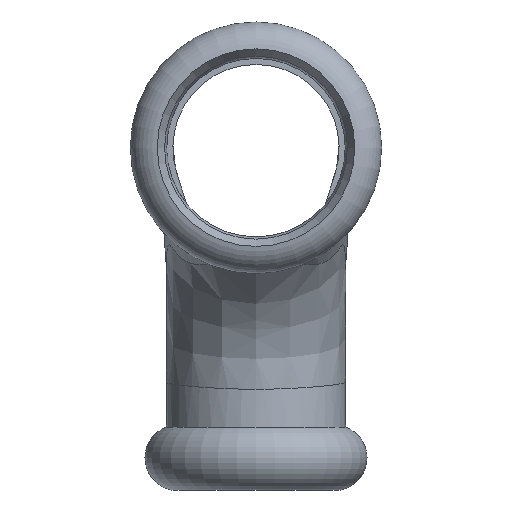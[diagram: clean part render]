
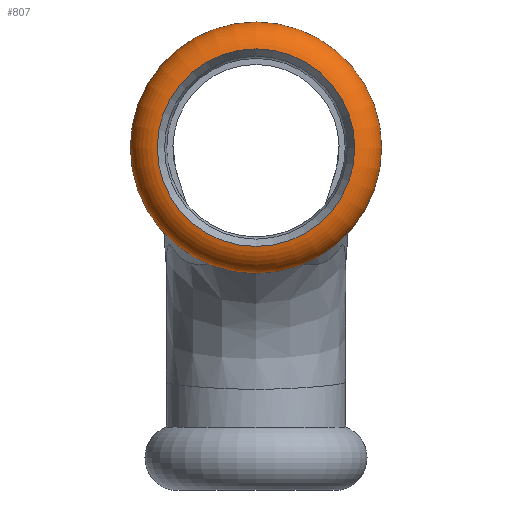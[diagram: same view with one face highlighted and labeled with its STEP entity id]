
A CAD part, left-side view. The second image highlights one B-rep face of the part: STEP entity #807.
In plain terms, the highlighted toroidal (fillet/blend) face has major radius 9.636 mm and minor radius 3.217 mm.
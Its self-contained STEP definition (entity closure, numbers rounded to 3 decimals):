
#135=FACE_OUTER_BOUND('',#177,.T.);
#177=EDGE_LOOP('',(#569,#570,#571,#572,#573,#574,#575));
#244=CIRCLE('',#899,10.1);
#245=CIRCLE('',#900,3.217);
#246=CIRCLE('',#901,10.7);
#247=CIRCLE('',#902,10.7);
#248=CIRCLE('',#903,10.1);
#249=CIRCLE('',#904,10.1);
#314=VERTEX_POINT('',#1255);
#315=VERTEX_POINT('',#1256);
#316=VERTEX_POINT('',#1258);
#317=VERTEX_POINT('',#1260);
#318=VERTEX_POINT('',#1263);
#416=EDGE_CURVE('',#314,#315,#244,.T.);
#417=EDGE_CURVE('',#315,#316,#245,.T.);
#418=EDGE_CURVE('',#316,#317,#246,.T.);
#419=EDGE_CURVE('',#317,#316,#247,.T.);
#420=EDGE_CURVE('',#315,#318,#248,.T.);
#421=EDGE_CURVE('',#318,#314,#249,.T.);
#569=ORIENTED_EDGE('',*,*,#416,.T.);
#570=ORIENTED_EDGE('',*,*,#417,.T.);
#571=ORIENTED_EDGE('',*,*,#418,.T.);
#572=ORIENTED_EDGE('',*,*,#419,.T.);
#573=ORIENTED_EDGE('',*,*,#417,.F.);
#574=ORIENTED_EDGE('',*,*,#420,.T.);
#575=ORIENTED_EDGE('',*,*,#421,.T.);
#794=TOROIDAL_SURFACE('',#898,9.636,3.217);
#807=ADVANCED_FACE('',(#135),#794,.T.);
#898=AXIS2_PLACEMENT_3D('',#1254,#1043,#1044);
#899=AXIS2_PLACEMENT_3D('',#1257,#1045,#1046);
#900=AXIS2_PLACEMENT_3D('',#1259,#1047,#1048);
#901=AXIS2_PLACEMENT_3D('',#1261,#1049,#1050);
#902=AXIS2_PLACEMENT_3D('',#1262,#1051,#1052);
#903=AXIS2_PLACEMENT_3D('',#1264,#1053,#1054);
#904=AXIS2_PLACEMENT_3D('',#1265,#1055,#1056);
#1043=DIRECTION('center_axis',(-1.,0.,0.));
#1044=DIRECTION('ref_axis',(0.,0.,-1.));
#1045=DIRECTION('center_axis',(1.,0.,0.));
#1046=DIRECTION('ref_axis',(0.,1.,0.));
#1047=DIRECTION('center_axis',(0.,1.,0.));
#1048=DIRECTION('ref_axis',(0.,0.,1.));
#1049=DIRECTION('center_axis',(-1.,0.,0.));
#1050=DIRECTION('ref_axis',(0.,1.,0.));
#1051=DIRECTION('center_axis',(-1.,0.,0.));
#1052=DIRECTION('ref_axis',(0.,1.,0.));
#1053=DIRECTION('center_axis',(1.,0.,0.));
#1054=DIRECTION('ref_axis',(0.,1.,0.));
#1055=DIRECTION('center_axis',(1.,0.,0.));
#1056=DIRECTION('ref_axis',(0.,1.,0.));
#1254=CARTESIAN_POINT('Origin',(-30.817,0.,0.));
#1255=CARTESIAN_POINT('',(-34.,10.1,0.));
#1256=CARTESIAN_POINT('',(-34.,0.,10.1));
#1257=CARTESIAN_POINT('Origin',(-34.,0.,0.));
#1258=CARTESIAN_POINT('',(-27.78,0.,10.7));
#1259=CARTESIAN_POINT('Origin',(-30.817,0.,
9.636));
#1260=CARTESIAN_POINT('',(-27.78,-10.7,0.));
#1261=CARTESIAN_POINT('Origin',(-27.78,0.,0.));
#1262=CARTESIAN_POINT('Origin',(-27.78,0.,0.));
#1263=CARTESIAN_POINT('',(-34.,-10.1,0.));
#1264=CARTESIAN_POINT('Origin',(-34.,0.,0.));
#1265=CARTESIAN_POINT('Origin',(-34.,0.,0.));
